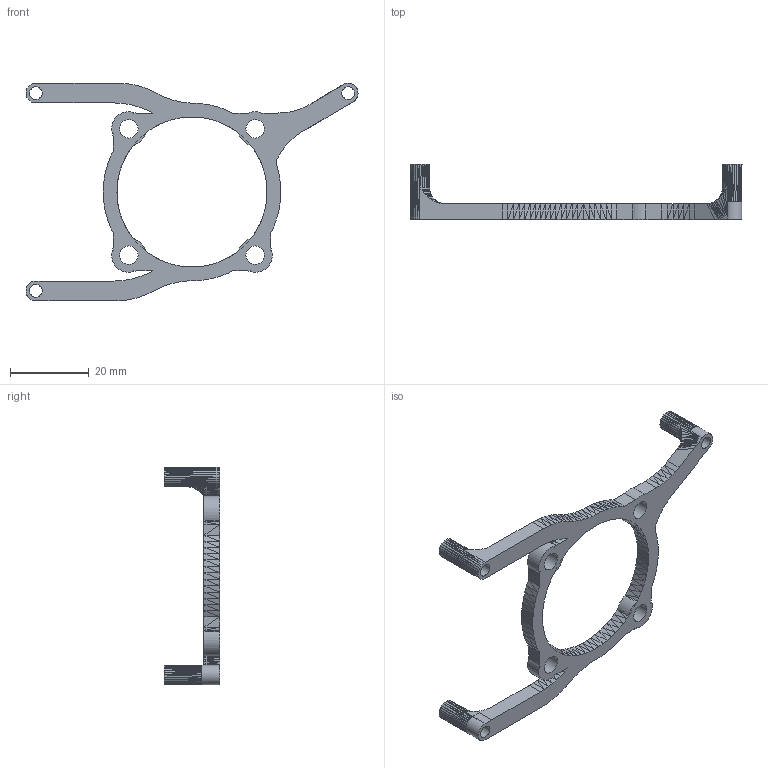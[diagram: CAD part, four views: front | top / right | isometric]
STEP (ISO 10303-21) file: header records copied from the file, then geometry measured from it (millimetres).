
FILE_DESCRIPTION(/* description */ (''),/* implementation_level */ '2;1');
FILE_NAME(/* name */ 'OrangePI3LTS fan holder v1.step',/* time_stamp */ '2024-09-19T23:44:43+03:00',/* author */ (''),/* organization */ (''),/* preprocessor_version */ 'ST-DEVELOPER v20',/* originating_system */ 'Autodesk Translation Framework v13.14.0.145',/* authorisation */ '');
FILE_SCHEMA (('AUTOMOTIVE_DESIGN { 1 0 10303 214 3 1 1 }'));
Length unit declared in the file: millimetre
Products named in the file (1): OrangePI3LTS fan holder
Bounding box: 84.1 x 14 x 55.1 mm (x, y, z)
Volume: 4482.3 mm3; surface area: 5077.4 mm2
Topology: 1 solids, 1 shells, 1615 faces, 2824 edges, 1216 vertices
Faces by surface type: plane 1590, cylinder 25
Full cylindrical faces by diameter (mm): 3.2 x3, 4.7 x4
Entity records: 35494 total; most frequent: DIRECTION 6123, CARTESIAN_POINT 5742, ORIENTED_EDGE 5708, EDGE_CURVE 2854, LINE 2775, VECTOR 2775, AXIS2_PLACEMENT_3D 1674, EDGE_LOOP 1644
